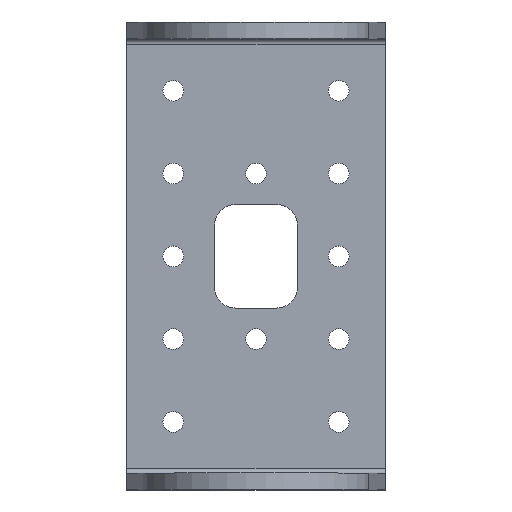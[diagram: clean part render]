
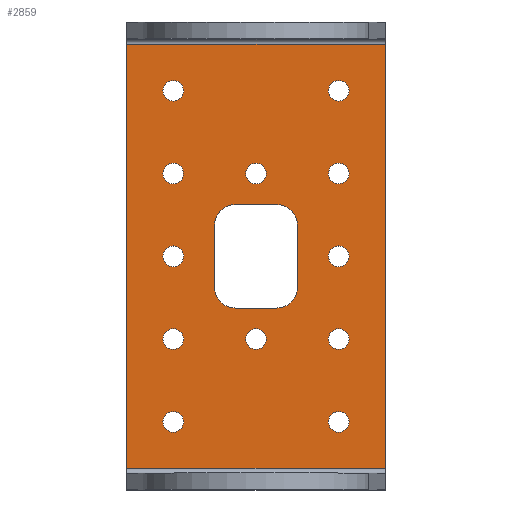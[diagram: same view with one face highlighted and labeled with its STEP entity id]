
A CAD part, top view. The second image highlights one B-rep face of the part: STEP entity #2859.
In plain terms, the highlighted planar face has unit normal (0, 0, 1).
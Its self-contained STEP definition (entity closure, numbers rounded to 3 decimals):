
#1759=CARTESIAN_POINT('',(-17.499,-1.502,1.588));
#1760=VERTEX_POINT('',#1759);
#1785=CARTESIAN_POINT('',(7.501,-1.502,1.588));
#1786=VERTEX_POINT('',#1785);
#1886=CARTESIAN_POINT('',(-17.499,-1.502,1.588));
#1887=DIRECTION('',(1.0,0.0,0.0));
#1888=VECTOR('',#1887,25.);
#1889=LINE('',#1886,#1888);
#1890=EDGE_CURVE('',#1760,#1786,#1889,.T.);
#1971=CARTESIAN_POINT('',(7.501,39.498,1.588));
#1972=VERTEX_POINT('',#1971);
#1997=CARTESIAN_POINT('',(-17.499,39.498,1.588));
#1998=VERTEX_POINT('',#1997);
#2098=CARTESIAN_POINT('',(7.501,39.498,1.588));
#2099=DIRECTION('',(-1.0,0.0,0.0));
#2100=VECTOR('',#2099,25.);
#2101=LINE('',#2098,#2100);
#2102=EDGE_CURVE('',#1972,#1998,#2101,.T.);
#2121=CARTESIAN_POINT('',(-17.499,-1.502,1.588));
#2122=DIRECTION('',(0.0,1.0,0.0));
#2123=VECTOR('',#2122,41.);
#2124=LINE('',#2121,#2123);
#2125=EDGE_CURVE('',#1760,#1998,#2124,.T.);
#2355=CARTESIAN_POINT('',(7.501,39.498,1.588));
#2356=DIRECTION('',(0.0,-1.0,0.0));
#2357=VECTOR('',#2356,41.);
#2358=LINE('',#2355,#2357);
#2359=EDGE_CURVE('',#1972,#1786,#2358,.T.);
#2371=CARTESIAN_POINT('',(-9.,21.998,1.588));
#2372=VERTEX_POINT('',#2371);
#2373=CARTESIAN_POINT('',(-7.,23.998,1.588));
#2374=VERTEX_POINT('',#2373);
#2375=CARTESIAN_POINT('',(-7.,21.998,1.588));
#2376=DIRECTION('',(0.0,0.0,-1.0));
#2377=DIRECTION('',(0.0,-1.0,0.0));
#2378=AXIS2_PLACEMENT_3D('',#2375,#2376,#2377);
#2379=CIRCLE('',#2378,2.);
#2380=EDGE_CURVE('',#2372,#2374,#2379,.T.);
#2403=CARTESIAN_POINT('',(-3.,23.998,1.588));
#2404=VERTEX_POINT('',#2403);
#2405=CARTESIAN_POINT('',(-7.,23.998,1.588));
#2406=DIRECTION('',(1.0,0.0,0.0));
#2407=VECTOR('',#2406,4.);
#2408=LINE('',#2405,#2407);
#2409=EDGE_CURVE('',#2374,#2404,#2408,.T.);
#2427=CARTESIAN_POINT('',(-1.,21.998,1.588));
#2428=VERTEX_POINT('',#2427);
#2429=CARTESIAN_POINT('',(-3.,21.998,1.588));
#2430=DIRECTION('',(0.0,0.0,-1.0));
#2431=DIRECTION('',(-1.0,0.0,0.0));
#2432=AXIS2_PLACEMENT_3D('',#2429,#2430,#2431);
#2433=CIRCLE('',#2432,2.);
#2434=EDGE_CURVE('',#2404,#2428,#2433,.T.);
#2452=CARTESIAN_POINT('',(-1.,15.998,1.588));
#2453=VERTEX_POINT('',#2452);
#2454=CARTESIAN_POINT('',(-1.,21.998,1.588));
#2455=DIRECTION('',(0.0,-1.0,0.0));
#2456=VECTOR('',#2455,6.001);
#2457=LINE('',#2454,#2456);
#2458=EDGE_CURVE('',#2428,#2453,#2457,.T.);
#2476=CARTESIAN_POINT('',(-3.,13.998,1.588));
#2477=VERTEX_POINT('',#2476);
#2478=CARTESIAN_POINT('',(-3.,15.998,1.588));
#2479=DIRECTION('',(0.0,0.0,-1.0));
#2480=DIRECTION('',(0.0,1.0,0.0));
#2481=AXIS2_PLACEMENT_3D('',#2478,#2479,#2480);
#2482=CIRCLE('',#2481,2.);
#2483=EDGE_CURVE('',#2453,#2477,#2482,.T.);
#2501=CARTESIAN_POINT('',(-7.,13.998,1.588));
#2502=VERTEX_POINT('',#2501);
#2503=CARTESIAN_POINT('',(-3.,13.998,1.588));
#2504=DIRECTION('',(-1.0,0.0,0.0));
#2505=VECTOR('',#2504,4.);
#2506=LINE('',#2503,#2505);
#2507=EDGE_CURVE('',#2477,#2502,#2506,.T.);
#2525=CARTESIAN_POINT('',(-9.,15.998,1.588));
#2526=VERTEX_POINT('',#2525);
#2527=CARTESIAN_POINT('',(-7.,15.998,1.588));
#2528=DIRECTION('',(0.0,0.0,-1.0));
#2529=DIRECTION('',(1.0,0.0,0.0));
#2530=AXIS2_PLACEMENT_3D('',#2527,#2528,#2529);
#2531=CIRCLE('',#2530,2.);
#2532=EDGE_CURVE('',#2502,#2526,#2531,.T.);
#2550=CARTESIAN_POINT('',(-9.,15.998,1.588));
#2551=DIRECTION('',(0.0,1.0,0.0));
#2552=VECTOR('',#2551,6.001);
#2553=LINE('',#2550,#2552);
#2554=EDGE_CURVE('',#2526,#2372,#2553,.T.);
#2567=CARTESIAN_POINT('',(4.,26.998,1.588));
#2568=VERTEX_POINT('',#2567);
#2569=CARTESIAN_POINT('',(3.,26.998,1.588));
#2570=DIRECTION('',(0.0,0.0,-1.0));
#2571=DIRECTION('',(-1.0,0.0,0.0));
#2572=AXIS2_PLACEMENT_3D('',#2569,#2570,#2571);
#2573=CIRCLE('',#2572,1.);
#2574=EDGE_CURVE('',#2568,#2568,#2573,.T.);
#2587=CARTESIAN_POINT('',(4.,18.998,1.588));
#2588=VERTEX_POINT('',#2587);
#2589=CARTESIAN_POINT('',(3.,18.998,1.588));
#2590=DIRECTION('',(0.0,0.0,-1.0));
#2591=DIRECTION('',(-1.0,0.0,0.0));
#2592=AXIS2_PLACEMENT_3D('',#2589,#2590,#2591);
#2593=CIRCLE('',#2592,1.);
#2594=EDGE_CURVE('',#2588,#2588,#2593,.T.);
#2607=CARTESIAN_POINT('',(4.,10.998,1.588));
#2608=VERTEX_POINT('',#2607);
#2609=CARTESIAN_POINT('',(3.,10.998,1.588));
#2610=DIRECTION('',(0.0,0.0,-1.0));
#2611=DIRECTION('',(-1.0,0.0,0.0));
#2612=AXIS2_PLACEMENT_3D('',#2609,#2610,#2611);
#2613=CIRCLE('',#2612,1.);
#2614=EDGE_CURVE('',#2608,#2608,#2613,.T.);
#2627=CARTESIAN_POINT('',(-12.,34.998,1.588));
#2628=VERTEX_POINT('',#2627);
#2629=CARTESIAN_POINT('',(-13.,34.998,1.588));
#2630=DIRECTION('',(0.0,0.0,-1.0));
#2631=DIRECTION('',(-1.0,0.0,0.0));
#2632=AXIS2_PLACEMENT_3D('',#2629,#2630,#2631);
#2633=CIRCLE('',#2632,1.);
#2634=EDGE_CURVE('',#2628,#2628,#2633,.T.);
#2647=CARTESIAN_POINT('',(4.,34.998,1.588));
#2648=VERTEX_POINT('',#2647);
#2649=CARTESIAN_POINT('',(3.,34.998,1.588));
#2650=DIRECTION('',(0.0,0.0,-1.0));
#2651=DIRECTION('',(-1.0,0.0,0.0));
#2652=AXIS2_PLACEMENT_3D('',#2649,#2650,#2651);
#2653=CIRCLE('',#2652,1.);
#2654=EDGE_CURVE('',#2648,#2648,#2653,.T.);
#2667=CARTESIAN_POINT('',(4.,2.998,1.588));
#2668=VERTEX_POINT('',#2667);
#2669=CARTESIAN_POINT('',(3.,2.998,1.588));
#2670=DIRECTION('',(0.0,0.0,-1.0));
#2671=DIRECTION('',(-1.0,0.0,0.0));
#2672=AXIS2_PLACEMENT_3D('',#2669,#2670,#2671);
#2673=CIRCLE('',#2672,1.);
#2674=EDGE_CURVE('',#2668,#2668,#2673,.T.);
#2687=CARTESIAN_POINT('',(-12.,2.998,1.588));
#2688=VERTEX_POINT('',#2687);
#2689=CARTESIAN_POINT('',(-13.,2.998,1.588));
#2690=DIRECTION('',(0.0,0.0,-1.0));
#2691=DIRECTION('',(-1.0,0.0,0.0));
#2692=AXIS2_PLACEMENT_3D('',#2689,#2690,#2691);
#2693=CIRCLE('',#2692,1.);
#2694=EDGE_CURVE('',#2688,#2688,#2693,.T.);
#2707=CARTESIAN_POINT('',(-12.,18.998,1.588));
#2708=VERTEX_POINT('',#2707);
#2709=CARTESIAN_POINT('',(-13.,18.998,1.588));
#2710=DIRECTION('',(0.0,0.0,-1.0));
#2711=DIRECTION('',(-1.0,0.0,0.0));
#2712=AXIS2_PLACEMENT_3D('',#2709,#2710,#2711);
#2713=CIRCLE('',#2712,1.0);
#2714=EDGE_CURVE('',#2708,#2708,#2713,.T.);
#2727=CARTESIAN_POINT('',(-4.,26.998,1.588));
#2728=VERTEX_POINT('',#2727);
#2729=CARTESIAN_POINT('',(-5.,26.998,1.588));
#2730=DIRECTION('',(0.0,0.0,-1.0));
#2731=DIRECTION('',(-1.0,0.0,0.0));
#2732=AXIS2_PLACEMENT_3D('',#2729,#2730,#2731);
#2733=CIRCLE('',#2732,1.);
#2734=EDGE_CURVE('',#2728,#2728,#2733,.T.);
#2747=CARTESIAN_POINT('',(-4.,10.998,1.588));
#2748=VERTEX_POINT('',#2747);
#2749=CARTESIAN_POINT('',(-5.,10.998,1.588));
#2750=DIRECTION('',(0.0,0.0,-1.0));
#2751=DIRECTION('',(-1.0,0.0,0.0));
#2752=AXIS2_PLACEMENT_3D('',#2749,#2750,#2751);
#2753=CIRCLE('',#2752,1.);
#2754=EDGE_CURVE('',#2748,#2748,#2753,.T.);
#2767=CARTESIAN_POINT('',(-12.,26.998,1.588));
#2768=VERTEX_POINT('',#2767);
#2769=CARTESIAN_POINT('',(-13.,26.998,1.588));
#2770=DIRECTION('',(0.0,0.0,-1.0));
#2771=DIRECTION('',(-1.0,0.0,0.0));
#2772=AXIS2_PLACEMENT_3D('',#2769,#2770,#2771);
#2773=CIRCLE('',#2772,1.);
#2774=EDGE_CURVE('',#2768,#2768,#2773,.T.);
#2787=CARTESIAN_POINT('',(-12.,10.998,1.588));
#2788=VERTEX_POINT('',#2787);
#2789=CARTESIAN_POINT('',(-13.,10.998,1.588));
#2790=DIRECTION('',(0.0,0.0,-1.0));
#2791=DIRECTION('',(-1.0,0.0,0.0));
#2792=AXIS2_PLACEMENT_3D('',#2789,#2790,#2791);
#2793=CIRCLE('',#2792,1.);
#2794=EDGE_CURVE('',#2788,#2788,#2793,.T.);
#2802=CARTESIAN_POINT('',(-4.999,18.998,1.588));
#2803=DIRECTION('',(0.0,0.0,1.0));
#2804=DIRECTION('',(1.0,0.0,0.0));
#2805=AXIS2_PLACEMENT_3D('',#2802,#2803,#2804);
#2806=PLANE('',#2805);
#2807=ORIENTED_EDGE('',*,*,#2102,.T.);
#2808=ORIENTED_EDGE('',*,*,#2125,.F.);
#2809=ORIENTED_EDGE('',*,*,#1890,.T.);
#2810=ORIENTED_EDGE('',*,*,#2359,.F.);
#2811=EDGE_LOOP('',(#2807,#2808,#2809,#2810));
#2812=FACE_OUTER_BOUND('',#2811,.T.);
#2813=ORIENTED_EDGE('',*,*,#2380,.T.);
#2814=ORIENTED_EDGE('',*,*,#2409,.T.);
#2815=ORIENTED_EDGE('',*,*,#2434,.T.);
#2816=ORIENTED_EDGE('',*,*,#2458,.T.);
#2817=ORIENTED_EDGE('',*,*,#2483,.T.);
#2818=ORIENTED_EDGE('',*,*,#2507,.T.);
#2819=ORIENTED_EDGE('',*,*,#2532,.T.);
#2820=ORIENTED_EDGE('',*,*,#2554,.T.);
#2821=EDGE_LOOP('',(#2813,#2814,#2815,#2816,#2817,#2818,#2819,#2820));
#2822=FACE_BOUND('',#2821,.T.);
#2823=ORIENTED_EDGE('',*,*,#2574,.T.);
#2824=EDGE_LOOP('',(#2823));
#2825=FACE_BOUND('',#2824,.T.);
#2826=ORIENTED_EDGE('',*,*,#2594,.T.);
#2827=EDGE_LOOP('',(#2826));
#2828=FACE_BOUND('',#2827,.T.);
#2829=ORIENTED_EDGE('',*,*,#2614,.T.);
#2830=EDGE_LOOP('',(#2829));
#2831=FACE_BOUND('',#2830,.T.);
#2832=ORIENTED_EDGE('',*,*,#2634,.T.);
#2833=EDGE_LOOP('',(#2832));
#2834=FACE_BOUND('',#2833,.T.);
#2835=ORIENTED_EDGE('',*,*,#2654,.T.);
#2836=EDGE_LOOP('',(#2835));
#2837=FACE_BOUND('',#2836,.T.);
#2838=ORIENTED_EDGE('',*,*,#2674,.T.);
#2839=EDGE_LOOP('',(#2838));
#2840=FACE_BOUND('',#2839,.T.);
#2841=ORIENTED_EDGE('',*,*,#2694,.T.);
#2842=EDGE_LOOP('',(#2841));
#2843=FACE_BOUND('',#2842,.T.);
#2844=ORIENTED_EDGE('',*,*,#2714,.T.);
#2845=EDGE_LOOP('',(#2844));
#2846=FACE_BOUND('',#2845,.T.);
#2847=ORIENTED_EDGE('',*,*,#2734,.T.);
#2848=EDGE_LOOP('',(#2847));
#2849=FACE_BOUND('',#2848,.T.);
#2850=ORIENTED_EDGE('',*,*,#2754,.T.);
#2851=EDGE_LOOP('',(#2850));
#2852=FACE_BOUND('',#2851,.T.);
#2853=ORIENTED_EDGE('',*,*,#2774,.T.);
#2854=EDGE_LOOP('',(#2853));
#2855=FACE_BOUND('',#2854,.T.);
#2856=ORIENTED_EDGE('',*,*,#2794,.T.);
#2857=EDGE_LOOP('',(#2856));
#2858=FACE_BOUND('',#2857,.T.);
#2859=ADVANCED_FACE('',(#2812,#2822,#2825,#2828,#2831,#2834,#2837,#2840,#2843,#2846,#2849,#2852,#2855,#2858),#2806,.T.);
